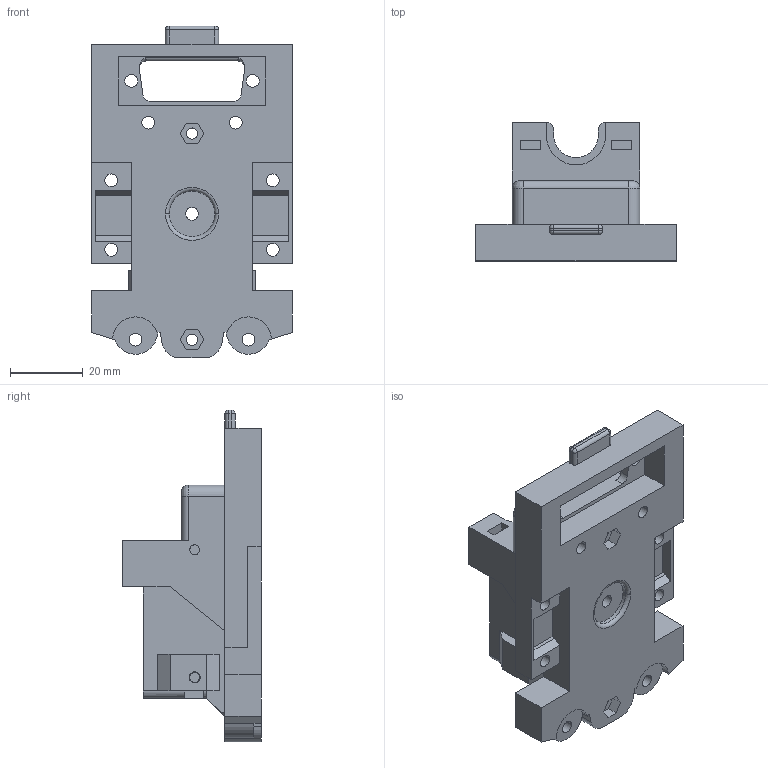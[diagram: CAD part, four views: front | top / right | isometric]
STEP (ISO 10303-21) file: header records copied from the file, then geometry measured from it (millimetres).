
FILE_DESCRIPTION(('CATIA V5 STEP Exchange'),'2;1');
FILE_NAME('HYPERCUBE-EVO-0006_NGEN.stp','2018-08-25T14:16:48+00:00',('none'),('none'),'CATIA Version 5 Release 21 GA (IN-10)','CATIA V5 STEP AP203','none');
FILE_SCHEMA(('CONFIG_CONTROL_DESIGN'));
Length unit declared in the file: millimetre
Products named in the file (1): HYPERCUBE-EVO-0006_NGEN
Bounding box: 55 x 38 x 91 mm (x, y, z)
Volume: 55494.8 mm3; surface area: 22169.8 mm2
Topology: 1 solids, 1 shells, 348 faces, 953 edges, 617 vertices
Faces by surface type: plane 207, cylinder 114, torus 17, bspline 4, sphere 4, revolution 2
Entity records: 11074 total; most frequent: CARTESIAN_POINT 2652, ORIENTED_EDGE 1898, DIRECTION 1396, EDGE_CURVE 949, VECTOR 648, LINE 648, VERTEX_POINT 617, AXIS2_PLACEMENT_3D 498
